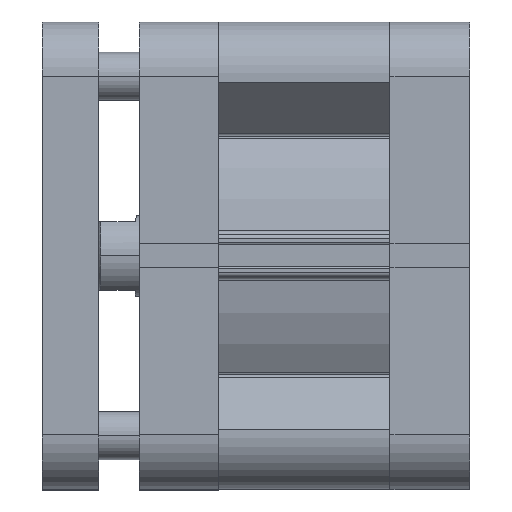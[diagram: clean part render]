
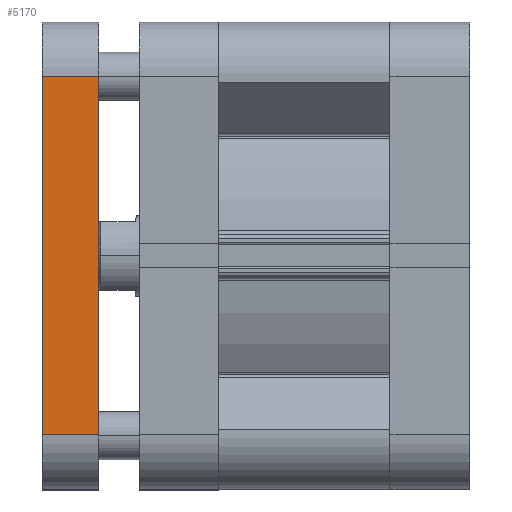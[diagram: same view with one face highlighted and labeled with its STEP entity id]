
A CAD part, top view. The second image highlights one B-rep face of the part: STEP entity #5170.
In plain terms, the highlighted face is planar.
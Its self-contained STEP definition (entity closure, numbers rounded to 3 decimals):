
#1060 = EDGE_CURVE ( 'NONE', #2468, #2445, #4426, .T. ) ;
#1082 = EDGE_CURVE ( 'NONE', #2445, #2435, #4459, .T. ) ;
#1089 = EDGE_CURVE ( 'NONE', #2461, #2468, #4467, .T. ) ;
#1090 = EDGE_CURVE ( 'NONE', #2435, #2461, #4473, .T. ) ;
#2435 = VERTEX_POINT ( 'NONE', #8913 ) ;
#2445 = VERTEX_POINT ( 'NONE', #8923 ) ;
#2461 = VERTEX_POINT ( 'NONE', #8939 ) ;
#2468 = VERTEX_POINT ( 'NONE', #8946 ) ;
#2756 = CARTESIAN_POINT ( 'NONE',  ( 0., 0., -58. ) ) ;
#2757 = DIRECTION ( 'NONE',  ( 0., 1., 0. ) ) ;
#2815 = CARTESIAN_POINT ( 'NONE',  ( -82.024, 44.5, -58. ) ) ;
#2816 = DIRECTION ( 'NONE',  ( 1., 0., 0. ) ) ;
#2832 = CARTESIAN_POINT ( 'NONE',  ( 0., -44.5, -58. ) ) ;
#2833 = DIRECTION ( 'NONE',  ( -1., 0., 0. ) ) ;
#2834 = CARTESIAN_POINT ( 'NONE',  ( 14., 0., -58. ) ) ;
#2835 = DIRECTION ( 'NONE',  ( 0., -1., 0. ) ) ;
#3892 = ORIENTED_EDGE ( 'NONE', *, *, #1082, .T. ) ;
#3893 = ORIENTED_EDGE ( 'NONE', *, *, #1060, .T. ) ;
#3894 = ORIENTED_EDGE ( 'NONE', *, *, #1089, .T. ) ;
#3895 = ORIENTED_EDGE ( 'NONE', *, *, #1090, .T. ) ;
#4426 = LINE ( 'NONE', #2756, #4428 ) ;
#4428 = VECTOR ( 'NONE', #2757, 1000. ) ;
#4459 = LINE ( 'NONE', #2815, #4460 ) ;
#4460 = VECTOR ( 'NONE', #2816, 1000. ) ;
#4467 = LINE ( 'NONE', #2832, #4468 ) ;
#4468 = VECTOR ( 'NONE', #2833, 1000. ) ;
#4473 = LINE ( 'NONE', #2834, #4474 ) ;
#4474 = VECTOR ( 'NONE', #2835, 1000. ) ;
#5170 = ADVANCED_FACE ( 'NONE', ( #9900 ), #10708, .F. ) ;
#5758 = AXIS2_PLACEMENT_3D ( 'NONE', #10707, #10710, #10711 ) ;
#8913 = CARTESIAN_POINT ( 'NONE',  ( 14., 44.5, -58. ) ) ;
#8923 = CARTESIAN_POINT ( 'NONE',  ( 0., 44.5, -58. ) ) ;
#8939 = CARTESIAN_POINT ( 'NONE',  ( 14., -44.5, -58. ) ) ;
#8946 = CARTESIAN_POINT ( 'NONE',  ( 0., -44.5, -58. ) ) ;
#9900 = FACE_OUTER_BOUND ( 'NONE', #11328, .T. ) ;
#10707 = CARTESIAN_POINT ( 'NONE',  ( -82.024, 0., -58. ) ) ;
#10708 = PLANE ( 'NONE',  #5758 ) ;
#10710 = DIRECTION ( 'NONE',  ( 0., 0., 1. ) ) ;
#10711 = DIRECTION ( 'NONE',  ( 1., 0., 0. ) ) ;
#11328 = EDGE_LOOP ( 'NONE', ( #3895, #3894, #3893, #3892 ) ) ;
